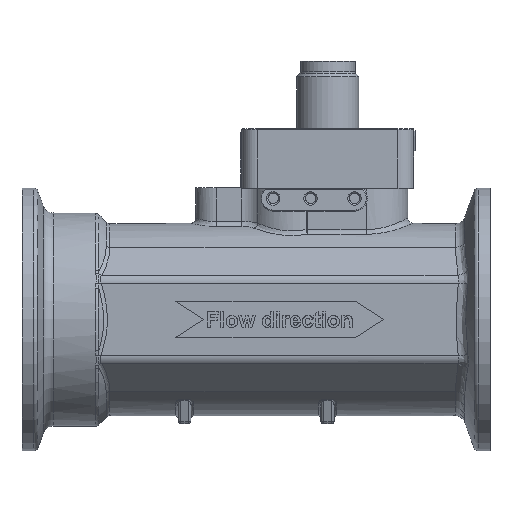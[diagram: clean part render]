
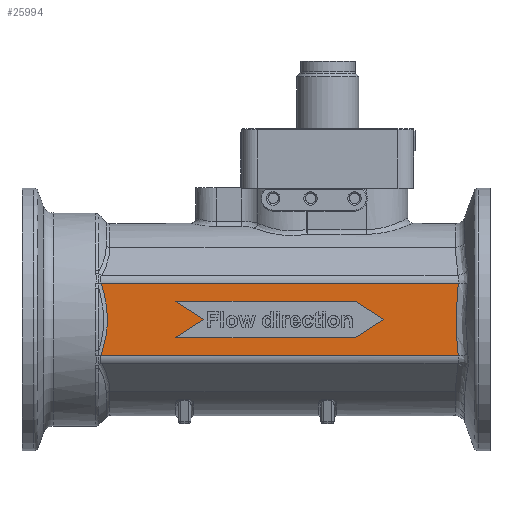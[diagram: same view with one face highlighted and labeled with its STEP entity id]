
A CAD part, top view. The second image highlights one B-rep face of the part: STEP entity #25994.
In plain terms, the highlighted planar face has unit normal (0, 0, 1).
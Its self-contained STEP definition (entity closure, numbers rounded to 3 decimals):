
#958=B_SPLINE_CURVE_WITH_KNOTS('',3,(#40014,#40015,#40016,#40017,#40018),
 .UNSPECIFIED.,.F.,.F.,(4,1,4),(0.,0.601,1.403),
 .UNSPECIFIED.);
#962=B_SPLINE_CURVE_WITH_KNOTS('',3,(#40083,#40084,#40085,#40086,#40087),
 .UNSPECIFIED.,.F.,.F.,(4,1,4),(0.,0.611,
1.426),.UNSPECIFIED.);
#3000=FACE_BOUND('',#4985,.T.);
#3526=FACE_OUTER_BOUND('',#4984,.T.);
#4984=EDGE_LOOP('',(#19764,#19765,#19766,#19767));
#4985=EDGE_LOOP('',(#19768,#19769,#19770,#19771,#19772,#19773));
#7357=LINE('',#39133,#9608);
#7360=LINE('',#39138,#9611);
#7362=LINE('',#39142,#9613);
#7364=LINE('',#39146,#9615);
#7366=LINE('',#39150,#9617);
#7368=LINE('',#39153,#9619);
#7420=LINE('',#40072,#9671);
#7422=LINE('',#40082,#9673);
#9608=VECTOR('',#30129,10.);
#9611=VECTOR('',#30134,10.);
#9613=VECTOR('',#30138,10.);
#9615=VECTOR('',#30142,10.);
#9617=VECTOR('',#30146,10.);
#9619=VECTOR('',#30150,10.);
#9671=VECTOR('',#30458,10.);
#9673=VECTOR('',#30462,10.);
#11980=VERTEX_POINT('',#39131);
#11981=VERTEX_POINT('',#39132);
#11982=VERTEX_POINT('',#39137);
#11983=VERTEX_POINT('',#39141);
#11984=VERTEX_POINT('',#39145);
#11985=VERTEX_POINT('',#39149);
#12087=VERTEX_POINT('',#39981);
#12088=VERTEX_POINT('',#40012);
#12090=VERTEX_POINT('',#40071);
#12092=VERTEX_POINT('',#40081);
#14755=EDGE_CURVE('',#11980,#11981,#7357,.T.);
#14758=EDGE_CURVE('',#11982,#11980,#7360,.T.);
#14760=EDGE_CURVE('',#11983,#11982,#7362,.T.);
#14762=EDGE_CURVE('',#11984,#11983,#7364,.T.);
#14764=EDGE_CURVE('',#11985,#11984,#7366,.T.);
#14766=EDGE_CURVE('',#11981,#11985,#7368,.T.);
#14929=EDGE_CURVE('',#12087,#12088,#958,.T.);
#14934=EDGE_CURVE('',#12090,#12088,#7420,.T.);
#14937=EDGE_CURVE('',#12087,#12092,#7422,.T.);
#14938=EDGE_CURVE('',#12090,#12092,#962,.T.);
#19764=ORIENTED_EDGE('',*,*,#14929,.F.);
#19765=ORIENTED_EDGE('',*,*,#14937,.T.);
#19766=ORIENTED_EDGE('',*,*,#14938,.F.);
#19767=ORIENTED_EDGE('',*,*,#14934,.T.);
#19768=ORIENTED_EDGE('',*,*,#14755,.T.);
#19769=ORIENTED_EDGE('',*,*,#14766,.T.);
#19770=ORIENTED_EDGE('',*,*,#14764,.T.);
#19771=ORIENTED_EDGE('',*,*,#14762,.T.);
#19772=ORIENTED_EDGE('',*,*,#14760,.T.);
#19773=ORIENTED_EDGE('',*,*,#14758,.T.);
#25052=PLANE('',#27469);
#25994=ADVANCED_FACE('',(#3526,#3000),#25052,.T.);
#27469=AXIS2_PLACEMENT_3D('',#40080,#30460,#30461);
#30129=DIRECTION('',(-1.,0.,0.));
#30134=DIRECTION('',(-0.839,-0.545,0.));
#30138=DIRECTION('',(0.839,-0.545,0.));
#30142=DIRECTION('',(1.,0.,0.));
#30146=DIRECTION('',(-0.839,0.545,0.));
#30150=DIRECTION('',(0.839,0.545,0.));
#30458=DIRECTION('',(1.,0.,0.));
#30460=DIRECTION('center_axis',(0.,0.,1.));
#30461=DIRECTION('ref_axis',(0.,1.,0.));
#30462=DIRECTION('',(-1.,0.,0.));
#39131=CARTESIAN_POINT('',(19.167,-3.5,19.));
#39132=CARTESIAN_POINT('',(-15.444,-3.5,19.));
#39133=CARTESIAN_POINT('',(23.083,-3.5,19.));
#39137=CARTESIAN_POINT('',(24.556,0.,19.));
#39138=CARTESIAN_POINT('',(23.817,-0.48,19.));
#39141=CARTESIAN_POINT('',(19.167,3.5,19.));
#39142=CARTESIAN_POINT('',(24.32,0.154,19.));
#39145=CARTESIAN_POINT('',(-15.444,3.5,19.));
#39146=CARTESIAN_POINT('',(5.778,3.5,19.));
#39149=CARTESIAN_POINT('',(-10.054,0.,19.));
#39150=CARTESIAN_POINT('',(4.576,-9.501,19.));
#39153=CARTESIAN_POINT('',(-1.316,5.674,19.));
#39981=CARTESIAN_POINT('',(38.888,7.,19.));
#40012=CARTESIAN_POINT('',(38.888,-7.,19.));
#40014=CARTESIAN_POINT('Ctrl Pts',(38.888,7.,19.));
#40015=CARTESIAN_POINT('Ctrl Pts',(38.659,5.009,19.));
#40016=CARTESIAN_POINT('Ctrl Pts',(38.329,0.336,19.));
#40017=CARTESIAN_POINT('Ctrl Pts',(38.583,-4.345,19.));
#40018=CARTESIAN_POINT('Ctrl Pts',(38.888,-7.,19.));
#40071=CARTESIAN_POINT('',(-29.775,-7.,19.));
#40072=CARTESIAN_POINT('',(27.,-7.,19.));
#40080=CARTESIAN_POINT('Origin',(27.,-7.,19.));
#40081=CARTESIAN_POINT('',(-29.775,7.,19.));
#40082=CARTESIAN_POINT('',(27.,7.,19.));
#40083=CARTESIAN_POINT('Ctrl Pts',(-29.775,-7.,19.));
#40084=CARTESIAN_POINT('Ctrl Pts',(-29.136,-5.065,
19.));
#40085=CARTESIAN_POINT('Ctrl Pts',(-28.142,-0.357,
19.));
#40086=CARTESIAN_POINT('Ctrl Pts',(-28.923,4.421,19.));
#40087=CARTESIAN_POINT('Ctrl Pts',(-29.775,7.,19.));
